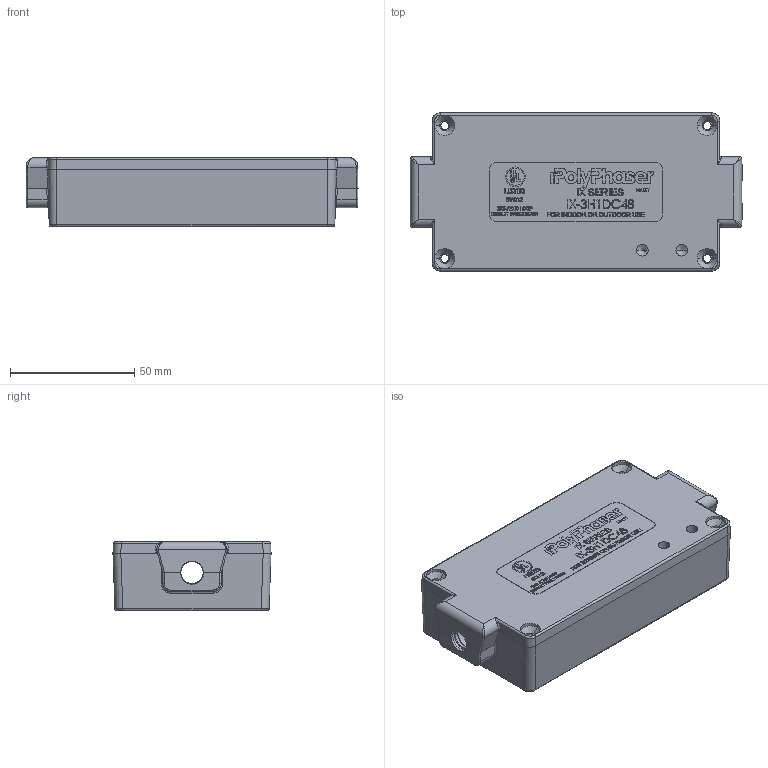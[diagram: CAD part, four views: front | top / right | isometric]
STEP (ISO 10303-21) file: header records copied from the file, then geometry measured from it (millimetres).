
FILE_DESCRIPTION (( 'STEP AP214' ), '1' );
FILE_NAME ('IX-3H1DC48.STEP', '2019-07-30T16:45:19', ( '' ), ( '' ), 'SwSTEP 2.0', 'SolidWorks 2019', '' );
FILE_SCHEMA (( 'AUTOMOTIVE_DESIGN' ));
Length unit declared in the file: inch
Products named in the file (14): 7020-3018; 5331-0013; 7020-2785; 7040-0109; IX-3H1DC48; 5331-0013-01; 5331-0012; 5331-0012-01; 9500-0041
Assembly tree (8 placements, depth 4):
  7020-3018
  5331-0013
  7020-2785
  7040-0109
  IX-3H1DC48
    5331-0012-01
      5331-0012
    9500-0041
      5331-0013-01
        5331-0013
      7040-0109
    7020-2785
    7020-3018
Bounding box: 133.35 x 63.5 x 27.75 mm (x, y, z)
Volume: 85424.2 mm3; surface area: 65144.3 mm2
Topology: 5 solids, 5 shells, 5335 faces, 14451 edges, 9505 vertices
Faces by surface type: plane 4042, bspline 845, cylinder 408, cone 40
Entity records: 229453 total; most frequent: CARTESIAN_POINT 83363, ORIENTED_EDGE 28826, DIRECTION 22376, EDGE_CURVE 14413, VECTOR 11904, LINE 11904, VERTEX_POINT 9505, EDGE_LOOP 5774
